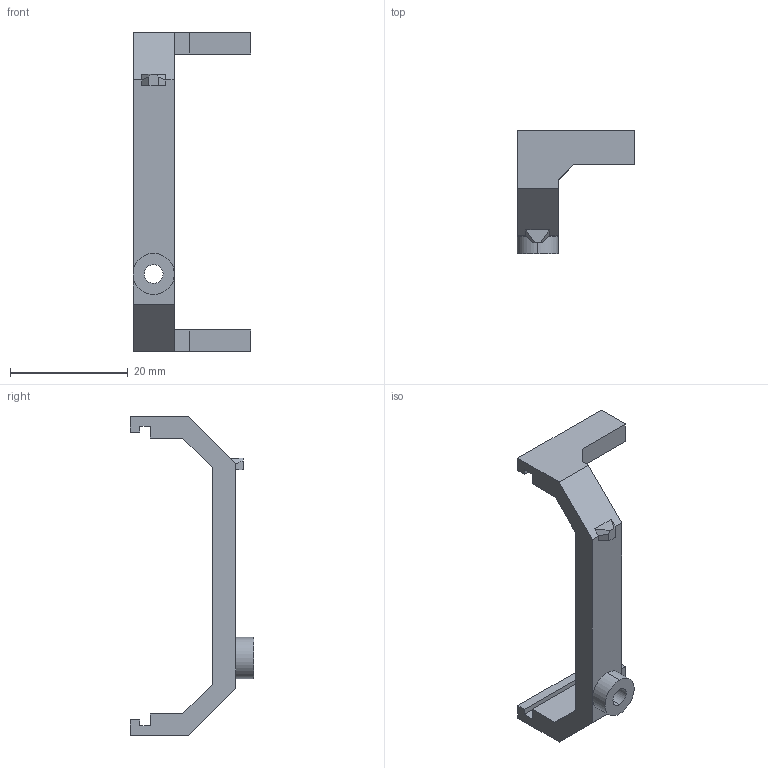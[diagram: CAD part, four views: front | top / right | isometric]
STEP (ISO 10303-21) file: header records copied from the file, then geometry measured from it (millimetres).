
FILE_DESCRIPTION (( 'STEP AP214' ), '1' );
FILE_NAME ('M.2 NVME Adapter Holder.STEP', '', ( '' ), ( '' ), '', '', '' );
FILE_SCHEMA (( 'AUTOMOTIVE_DESIGN' ));
Length unit declared in the file: millimetre
Products named in the file (1): M.2 NVME Adapter Holder
Bounding box: 20 x 20.9 x 54 mm (x, y, z)
Volume: 2344.6 mm3; surface area: 2323.5 mm2
Topology: 1 solids, 1 shells, 43 faces, 117 edges, 76 vertices
Faces by surface type: plane 37, cylinder 4, cone 2
Entity records: 1373 total; most frequent: CARTESIAN_POINT 237, ORIENTED_EDGE 234, DIRECTION 217, EDGE_CURVE 117, LINE 105, VECTOR 105, VERTEX_POINT 76, AXIS2_PLACEMENT_3D 56
